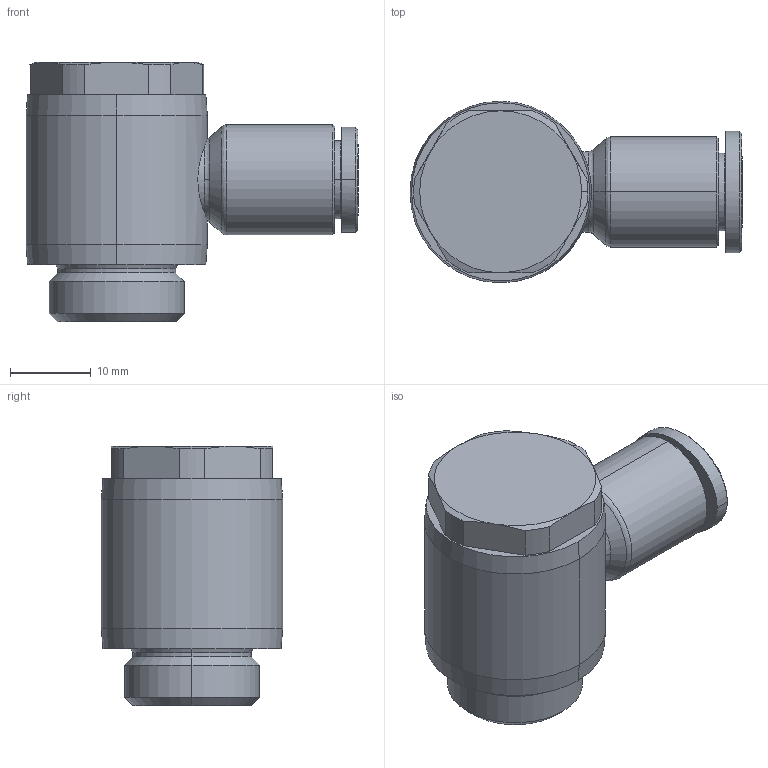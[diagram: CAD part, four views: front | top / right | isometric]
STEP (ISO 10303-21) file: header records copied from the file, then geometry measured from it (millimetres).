
FILE_DESCRIPTION (( 'STEP AP214' ), '1' );
FILE_NAME ('PH08-G03.stp', '2015-08-26T08:34:05', ( '' ), ( '' ), 'SwSTEP 2.0', 'SolidWorks 2015', '' );
FILE_SCHEMA (( 'AUTOMOTIVE_DESIGN' ));
Length unit declared in the file: millimetre
Products named in the file (2): PH08-G03; ｦ+ﾃｦ1
Assembly tree (1 placements, depth 2):
  PH08-G03
    ｦ+ﾃｦ1
Bounding box: 41 x 22.4 x 32 mm (x, y, z)
Volume: 9890.9 mm3; surface area: 7671 mm2
Topology: 1 solids, 1 shells, 452 faces, 1245 edges, 818 vertices
Faces by surface type: plane 349, cone 35, cylinder 34, bspline 32, torus 2
Entity records: 15868 total; most frequent: CARTESIAN_POINT 3818, ORIENTED_EDGE 2486, DIRECTION 2114, EDGE_CURVE 1243, LINE 1040, VECTOR 1040, VERTEX_POINT 818, AXIS2_PLACEMENT_3D 537
